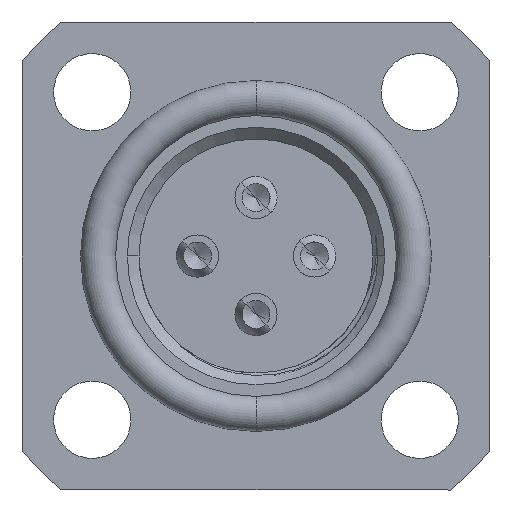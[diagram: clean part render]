
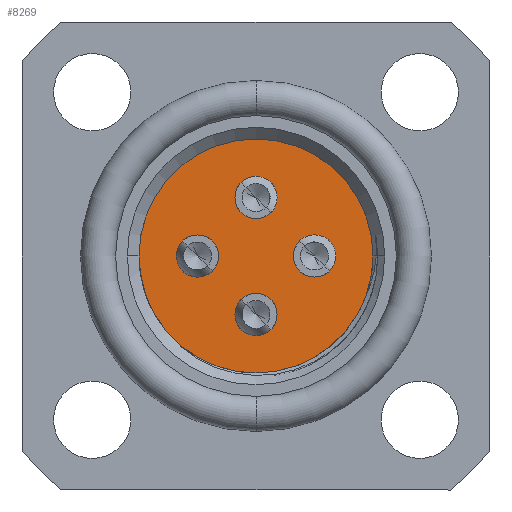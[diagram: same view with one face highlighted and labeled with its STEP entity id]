
A CAD part, left-side view. The second image highlights one B-rep face of the part: STEP entity #8269.
In plain terms, the highlighted planar face has unit normal (-1, 0, 0).
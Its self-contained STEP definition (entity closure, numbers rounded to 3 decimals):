
#46 = CARTESIAN_POINT ( 'NONE',  ( -13., 0.9, 2.5 ) ) ;
#107 = CARTESIAN_POINT ( 'NONE',  ( -13., -0.9, 2.5 ) ) ;
#140 = AXIS2_PLACEMENT_3D ( 'NONE', #8043, #7269, #9779 ) ;
#316 = VERTEX_POINT ( 'NONE', #2703 ) ;
#435 = EDGE_CURVE ( 'NONE', #9231, #9328, #9561, .T. ) ;
#741 = FACE_BOUND ( 'NONE', #1933, .T. ) ;
#830 = VERTEX_POINT ( 'NONE', #107 ) ;
#887 = ORIENTED_EDGE ( 'NONE', *, *, #1576, .F. ) ;
#985 = DIRECTION ( 'NONE',  ( 0., -1., 0. ) ) ;
#1055 = VERTEX_POINT ( 'NONE', #6618 ) ;
#1136 = DIRECTION ( 'NONE',  ( 1., 0., 0. ) ) ;
#1180 = DIRECTION ( 'NONE',  ( 0., 1., 0. ) ) ;
#1236 = DIRECTION ( 'NONE',  ( -1., 0., 0. ) ) ;
#1413 = CIRCLE ( 'NONE', #8919, 0.9 ) ;
#1463 = CARTESIAN_POINT ( 'NONE',  ( -13., 5., 0. ) ) ;
#1576 = EDGE_CURVE ( 'NONE', #9328, #9231, #2799, .T. ) ;
#1933 = EDGE_LOOP ( 'NONE', ( #4165, #5067 ) ) ;
#1991 = EDGE_LOOP ( 'NONE', ( #5698, #887 ) ) ;
#2139 = EDGE_LOOP ( 'NONE', ( #6457, #2408 ) ) ;
#2215 = EDGE_LOOP ( 'NONE', ( #6846, #7905 ) ) ;
#2380 = CARTESIAN_POINT ( 'NONE',  ( -13., 0., 0. ) ) ;
#2392 = VERTEX_POINT ( 'NONE', #6627 ) ;
#2408 = ORIENTED_EDGE ( 'NONE', *, *, #2451, .F. ) ;
#2451 = EDGE_CURVE ( 'NONE', #2479, #4903, #8750, .T. ) ;
#2479 = VERTEX_POINT ( 'NONE', #5972 ) ;
#2495 = FACE_BOUND ( 'NONE', #1991, .T. ) ;
#2598 = PLANE ( 'NONE',  #6292 ) ;
#2628 = DIRECTION ( 'NONE',  ( 0., -1., 0. ) ) ;
#2703 = CARTESIAN_POINT ( 'NONE',  ( -13., -1.6, 0. ) ) ;
#2799 = CIRCLE ( 'NONE', #9460, 0.9 ) ;
#2920 = CARTESIAN_POINT ( 'NONE',  ( -13., -2.5, 0. ) ) ;
#3099 = CARTESIAN_POINT ( 'NONE',  ( -13., 1.6, 0. ) ) ;
#3330 = CIRCLE ( 'NONE', #6641, 5. ) ;
#3353 = EDGE_CURVE ( 'NONE', #10561, #830, #9259, .T. ) ;
#3364 = DIRECTION ( 'NONE',  ( 1., 0., 0. ) ) ;
#3399 = DIRECTION ( 'NONE',  ( -1., 0., 0. ) ) ;
#3870 = CIRCLE ( 'NONE', #6648, 0.9 ) ;
#4029 = CIRCLE ( 'NONE', #6296, 0.9 ) ;
#4037 = EDGE_CURVE ( 'NONE', #4903, #2479, #3330, .T. ) ;
#4076 = FACE_OUTER_BOUND ( 'NONE', #2139, .T. ) ;
#4089 = CARTESIAN_POINT ( 'NONE',  ( -13., 0.9, -2.5 ) ) ;
#4092 = EDGE_CURVE ( 'NONE', #830, #10561, #6984, .T. ) ;
#4165 = ORIENTED_EDGE ( 'NONE', *, *, #4092, .F. ) ;
#4289 = DIRECTION ( 'NONE',  ( 0., 1., 0. ) ) ;
#4322 = CARTESIAN_POINT ( 'NONE',  ( -13., 0., -2.5 ) ) ;
#4512 = EDGE_CURVE ( 'NONE', #2392, #316, #4029, .T. ) ;
#4619 = CARTESIAN_POINT ( 'NONE',  ( -13., 2.5, 0. ) ) ;
#4632 = CARTESIAN_POINT ( 'NONE',  ( -13., 0., 0. ) ) ;
#4693 = EDGE_CURVE ( 'NONE', #1055, #5447, #4739, .T. ) ;
#4739 = CIRCLE ( 'NONE', #6996, 0.9 ) ;
#4836 = DIRECTION ( 'NONE',  ( 0., -1., 0. ) ) ;
#4873 = ORIENTED_EDGE ( 'NONE', *, *, #4693, .F. ) ;
#4886 = EDGE_CURVE ( 'NONE', #5447, #1055, #3870, .T. ) ;
#4903 = VERTEX_POINT ( 'NONE', #1463 ) ;
#5030 = DIRECTION ( 'NONE',  ( -1., 0., 0. ) ) ;
#5066 = AXIS2_PLACEMENT_3D ( 'NONE', #7315, #6050, #5830 ) ;
#5067 = ORIENTED_EDGE ( 'NONE', *, *, #3353, .F. ) ;
#5447 = VERTEX_POINT ( 'NONE', #3099 ) ;
#5698 = ORIENTED_EDGE ( 'NONE', *, *, #435, .F. ) ;
#5830 = DIRECTION ( 'NONE',  ( 0., -1., 0. ) ) ;
#5972 = CARTESIAN_POINT ( 'NONE',  ( -13., -5., 0. ) ) ;
#6050 = DIRECTION ( 'NONE',  ( -1., 0., 0. ) ) ;
#6251 = DIRECTION ( 'NONE',  ( 0., -1., 0. ) ) ;
#6292 = AXIS2_PLACEMENT_3D ( 'NONE', #2380, #9209, #4836 ) ;
#6296 = AXIS2_PLACEMENT_3D ( 'NONE', #2920, #6904, #8549 ) ;
#6457 = ORIENTED_EDGE ( 'NONE', *, *, #4037, .F. ) ;
#6584 = CARTESIAN_POINT ( 'NONE',  ( -13., 2.5, 0. ) ) ;
#6618 = CARTESIAN_POINT ( 'NONE',  ( -13., 3.4, 0. ) ) ;
#6627 = CARTESIAN_POINT ( 'NONE',  ( -13., -3.4, 0. ) ) ;
#6635 = FACE_BOUND ( 'NONE', #10129, .T. ) ;
#6641 = AXIS2_PLACEMENT_3D ( 'NONE', #4632, #1136, #1180 ) ;
#6644 = AXIS2_PLACEMENT_3D ( 'NONE', #10757, #3364, #4289 ) ;
#6648 = AXIS2_PLACEMENT_3D ( 'NONE', #6584, #8083, #8895 ) ;
#6846 = ORIENTED_EDGE ( 'NONE', *, *, #4512, .F. ) ;
#6904 = DIRECTION ( 'NONE',  ( -1., 0., 0. ) ) ;
#6984 = CIRCLE ( 'NONE', #10298, 0.9 ) ;
#6996 = AXIS2_PLACEMENT_3D ( 'NONE', #4619, #8920, #8104 ) ;
#7269 = DIRECTION ( 'NONE',  ( -1., 0., 0. ) ) ;
#7315 = CARTESIAN_POINT ( 'NONE',  ( -13., 0., 2.5 ) ) ;
#7905 = ORIENTED_EDGE ( 'NONE', *, *, #9155, .F. ) ;
#8043 = CARTESIAN_POINT ( 'NONE',  ( -13., 0., -2.5 ) ) ;
#8083 = DIRECTION ( 'NONE',  ( -1., 0., 0. ) ) ;
#8104 = DIRECTION ( 'NONE',  ( 0., -1., 0. ) ) ;
#8269 = ADVANCED_FACE ( 'NONE', ( #2495, #6635, #9911, #741, #4076 ), #2598, .T. ) ;
#8524 = CARTESIAN_POINT ( 'NONE',  ( -13., -2.5, 0. ) ) ;
#8549 = DIRECTION ( 'NONE',  ( 0., -1., 0. ) ) ;
#8727 = CARTESIAN_POINT ( 'NONE',  ( -13., 0., 2.5 ) ) ;
#8750 = CIRCLE ( 'NONE', #6644, 5. ) ;
#8895 = DIRECTION ( 'NONE',  ( 0., -1., 0. ) ) ;
#8919 = AXIS2_PLACEMENT_3D ( 'NONE', #8524, #5030, #2628 ) ;
#8920 = DIRECTION ( 'NONE',  ( -1., 0., 0. ) ) ;
#9155 = EDGE_CURVE ( 'NONE', #316, #2392, #1413, .T. ) ;
#9209 = DIRECTION ( 'NONE',  ( -1., 0., 0. ) ) ;
#9231 = VERTEX_POINT ( 'NONE', #10421 ) ;
#9259 = CIRCLE ( 'NONE', #5066, 0.9 ) ;
#9328 = VERTEX_POINT ( 'NONE', #4089 ) ;
#9460 = AXIS2_PLACEMENT_3D ( 'NONE', #4322, #3399, #985 ) ;
#9561 = CIRCLE ( 'NONE', #140, 0.9 ) ;
#9683 = ORIENTED_EDGE ( 'NONE', *, *, #4886, .F. ) ;
#9779 = DIRECTION ( 'NONE',  ( 0., -1., 0. ) ) ;
#9911 = FACE_BOUND ( 'NONE', #2215, .T. ) ;
#10129 = EDGE_LOOP ( 'NONE', ( #9683, #4873 ) ) ;
#10298 = AXIS2_PLACEMENT_3D ( 'NONE', #8727, #1236, #6251 ) ;
#10421 = CARTESIAN_POINT ( 'NONE',  ( -13., -0.9, -2.5 ) ) ;
#10561 = VERTEX_POINT ( 'NONE', #46 ) ;
#10757 = CARTESIAN_POINT ( 'NONE',  ( -13., 0., 0. ) ) ;
